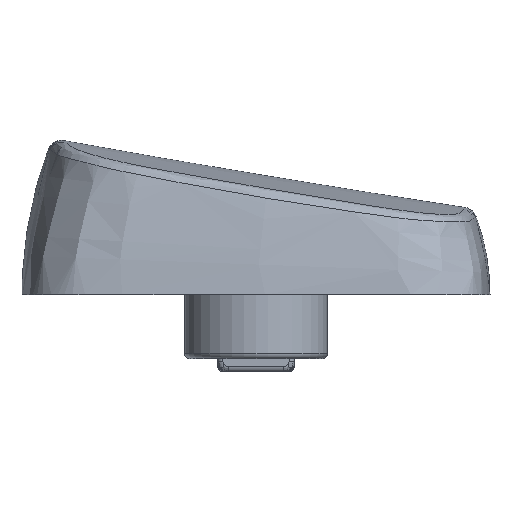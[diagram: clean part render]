
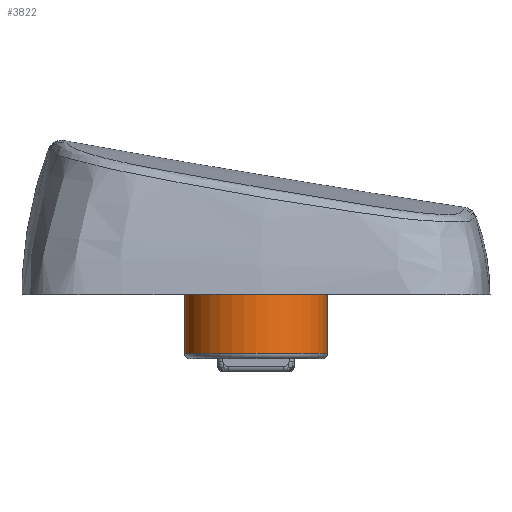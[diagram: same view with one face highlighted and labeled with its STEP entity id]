
A CAD part, left-side view. The second image highlights one B-rep face of the part: STEP entity #3822.
In plain terms, the highlighted cylindrical face has radius 2.75 mm (diameter 5.5 mm), a full revolution.
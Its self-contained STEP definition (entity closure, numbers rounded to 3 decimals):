
#80=CYLINDRICAL_SURFACE('',#4185,2.75);
#217=LINE('',#10052,#371);
#371=VECTOR('',#4971,2.75);
#625=FACE_OUTER_BOUND('',#844,.T.);
#844=EDGE_LOOP('',(#3193,#3194,#3195,#3196,#3197));
#1111=CIRCLE('',#4178,2.75);
#1112=CIRCLE('',#4179,2.75);
#1117=CIRCLE('',#4186,2.75);
#1591=VERTEX_POINT('',#10012);
#1592=VERTEX_POINT('',#10014);
#1609=VERTEX_POINT('',#10051);
#2158=EDGE_CURVE('',#1591,#1592,#1111,.T.);
#2159=EDGE_CURVE('',#1592,#1591,#1112,.T.);
#2176=EDGE_CURVE('',#1592,#1609,#217,.T.);
#2177=EDGE_CURVE('',#1609,#1609,#1117,.T.);
#3193=ORIENTED_EDGE('',*,*,#2159,.F.);
#3194=ORIENTED_EDGE('',*,*,#2176,.T.);
#3195=ORIENTED_EDGE('',*,*,#2177,.F.);
#3196=ORIENTED_EDGE('',*,*,#2176,.F.);
#3197=ORIENTED_EDGE('',*,*,#2158,.F.);
#3822=ADVANCED_FACE('',(#625),#80,.T.);
#4178=AXIS2_PLACEMENT_3D('',#10015,#4943,#4944);
#4179=AXIS2_PLACEMENT_3D('',#10016,#4945,#4946);
#4185=AXIS2_PLACEMENT_3D('',#10050,#4969,#4970);
#4186=AXIS2_PLACEMENT_3D('',#10053,#4972,#4973);
#4943=DIRECTION('center_axis',(0.,0.,
-1.));
#4944=DIRECTION('ref_axis',(1.,0.,0.));
#4945=DIRECTION('center_axis',(0.,0.,
-1.));
#4946=DIRECTION('ref_axis',(1.,0.,0.));
#4969=DIRECTION('center_axis',(0.,0.,
-1.));
#4970=DIRECTION('ref_axis',(1.,0.,0.));
#4971=DIRECTION('',(0.,0.,1.));
#4972=DIRECTION('center_axis',(0.,0.,
1.));
#4973=DIRECTION('ref_axis',(1.,0.,0.));
#10012=CARTESIAN_POINT('',(-9.251,0.,-3.1));
#10014=CARTESIAN_POINT('',(-14.751,0.,-3.1));
#10015=CARTESIAN_POINT('Origin',(-12.001,0.,-3.1));
#10016=CARTESIAN_POINT('Origin',(-12.001,0.,-3.1));
#10050=CARTESIAN_POINT('Origin',(-12.001,0.,0.));
#10051=CARTESIAN_POINT('',(-14.751,0.,-0.25));
#10052=CARTESIAN_POINT('',(-14.751,0.,0.));
#10053=CARTESIAN_POINT('Origin',(-12.001,0.,-0.25));
